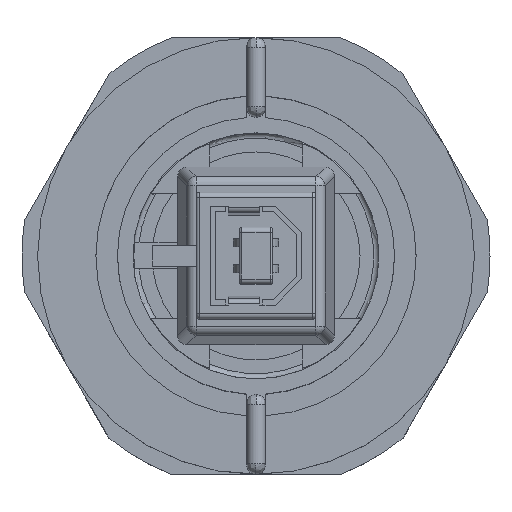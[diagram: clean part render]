
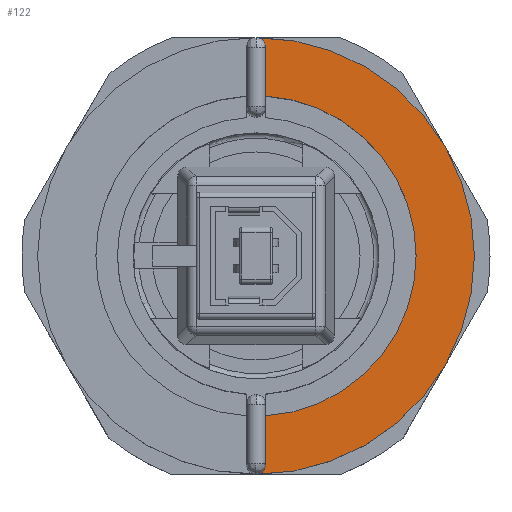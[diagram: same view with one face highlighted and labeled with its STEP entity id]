
A CAD part, top view. The second image highlights one B-rep face of the part: STEP entity #122.
In plain terms, the highlighted planar face has unit normal (0, 0, 1).
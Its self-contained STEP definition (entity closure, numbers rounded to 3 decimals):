
#122=ADVANCED_FACE('',(#989),#990,.F.);
#989=FACE_OUTER_BOUND('',#3057,.T.);
#990=PLANE('',#3058);
#3057=EDGE_LOOP('',(#10242,#10243,#10244,#10245,#10246,#10247,#10248));
#3058=AXIS2_PLACEMENT_3D('',#10249,#10250,#10251);
#10242=ORIENTED_EDGE('',*,*,#16639,.F.);
#10243=ORIENTED_EDGE('',*,*,#16649,.T.);
#10244=ORIENTED_EDGE('',*,*,#16650,.F.);
#10245=ORIENTED_EDGE('',*,*,#16651,.F.);
#10246=ORIENTED_EDGE('',*,*,#16652,.F.);
#10247=ORIENTED_EDGE('',*,*,#16653,.T.);
#10248=ORIENTED_EDGE('',*,*,#16654,.F.);
#10249=CARTESIAN_POINT('',(0.0,0.0,1.5));
#10250=DIRECTION('',(0.0,0.0,-1.0));
#10251=DIRECTION('',(0.0,-1.0,0.0));
#16639=EDGE_CURVE('',#19021,#19022,#19023,.T.);
#16649=EDGE_CURVE('',#19021,#19039,#19040,.T.);
#16650=EDGE_CURVE('',#19041,#19039,#19042,.T.);
#16651=EDGE_CURVE('',#19043,#19041,#19044,.T.);
#16652=EDGE_CURVE('',#19045,#19043,#19046,.T.);
#16653=EDGE_CURVE('',#19045,#19028,#19047,.T.);
#16654=EDGE_CURVE('',#19022,#19028,#19048,.T.);
#19021=VERTEX_POINT('',#24506);
#19022=VERTEX_POINT('',#24507);
#19023=CIRCLE('',#24508,21.0);
#19028=VERTEX_POINT('',#24515);
#19039=VERTEX_POINT('',#24528);
#19040=CIRCLE('',#24529,0.9);
#19041=VERTEX_POINT('',#24530);
#19042=LINE('',#24531,#24532);
#19043=VERTEX_POINT('',#24533);
#19044=CIRCLE('',#24534,15.4);
#19045=VERTEX_POINT('',#24535);
#19046=LINE('',#24536,#24537);
#19047=CIRCLE('',#24538,0.9);
#19048=CIRCLE('',#24539,21.0);
#24506=CARTESIAN_POINT('',(0.0,21.0,1.5));
#24507=CARTESIAN_POINT('',(21.0,0.0,1.5));
#24508=AXIS2_PLACEMENT_3D('',#32469,#32470,#32471);
#24515=CARTESIAN_POINT('',(0.,-21.0,1.5));
#24528=CARTESIAN_POINT('',(0.9,20.1,1.5));
#24529=AXIS2_PLACEMENT_3D('',#32491,#32492,#32493);
#24530=CARTESIAN_POINT('',(0.9,15.374,1.5));
#24531=CARTESIAN_POINT('',(0.9,15.374,1.5));
#24532=VECTOR('',#32494,4.726);
#24533=CARTESIAN_POINT('',(0.9,-15.374,1.5));
#24534=AXIS2_PLACEMENT_3D('',#32495,#32496,#32497);
#24535=CARTESIAN_POINT('',(0.9,-20.1,1.5));
#24536=CARTESIAN_POINT('',(0.9,-20.1,1.5));
#24537=VECTOR('',#32498,4.726);
#24538=AXIS2_PLACEMENT_3D('',#32499,#32500,#32501);
#24539=AXIS2_PLACEMENT_3D('',#32502,#32503,#32504);
#32469=CARTESIAN_POINT('',(0.0,0.0,1.5));
#32470=DIRECTION('',(0.0,0.0,-1.0));
#32471=DIRECTION('',(0.0,1.0,0.0));
#32491=CARTESIAN_POINT('',(0.0,20.1,1.5));
#32492=DIRECTION('',(0.0,0.0,-1.0));
#32493=DIRECTION('',(0.0,1.0,0.0));
#32494=DIRECTION('',(0.0,1.0,0.0));
#32495=CARTESIAN_POINT('',(0.0,0.0,1.5));
#32496=DIRECTION('',(0.0,0.0,1.0));
#32497=DIRECTION('',(0.058,-0.998,0.0));
#32498=DIRECTION('',(0.0,1.0,0.0));
#32499=CARTESIAN_POINT('',(0.,-20.1,1.5));
#32500=DIRECTION('',(0.0,0.0,-1.0));
#32501=DIRECTION('',(1.0,0.0,0.0));
#32502=CARTESIAN_POINT('',(0.0,0.0,1.5));
#32503=DIRECTION('',(0.0,0.0,-1.0));
#32504=DIRECTION('',(1.0,0.0,0.0));
